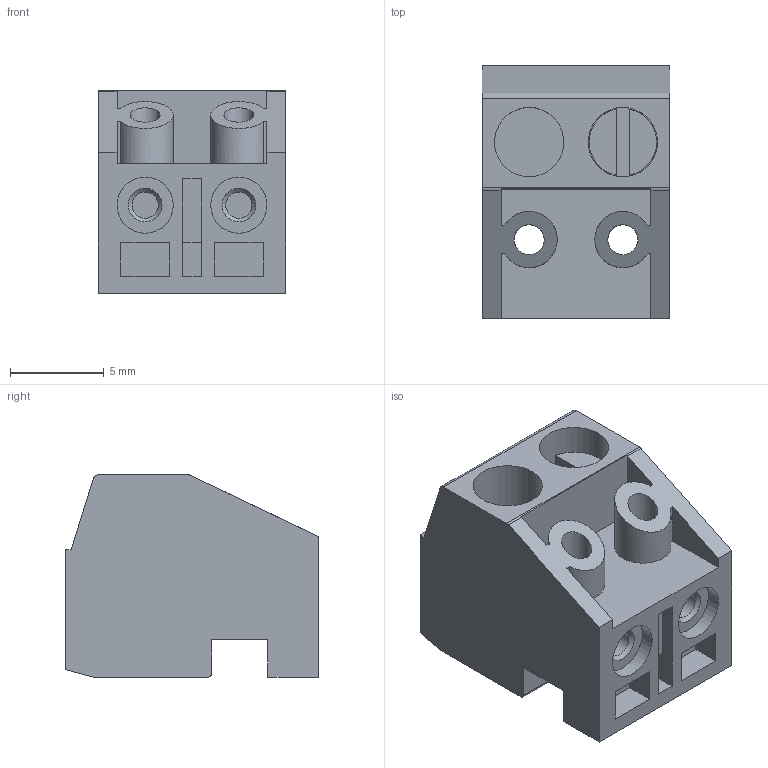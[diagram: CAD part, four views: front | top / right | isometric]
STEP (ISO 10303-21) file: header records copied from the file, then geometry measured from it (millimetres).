
FILE_DESCRIPTION(('STEP AP214'),'1');
FILE_NAME('SHS01-10-L.stp','2018-10-31T17:09:50',(' '),(' '),'Spatial InterOp 3D',' ',' ');
FILE_SCHEMA(('AUTOMOTIVE_DESIGN { 1 0 10303 214 1 1 1 1 }'));
Length unit declared in the file: metre
Products named in the file (1): 1
Bounding box: 10 x 13.5 x 10.8 mm (x, y, z)
Volume: 860.2 mm3; surface area: 1238.7 mm2
Topology: 1 solids, 1 shells, 126 faces, 316 edges, 207 vertices
Faces by surface type: plane 91, cylinder 29, cone 6
Full cylindrical faces by diameter (mm): 1.4 x2, 1.6 x2, 2.65 x1, 3 x2, 3.7 x2
Entity records: 4681 total; most frequent: CARTESIAN_POINT 668, DIRECTION 609, ORIENTED_EDGE 596, EDGE_CURVE 298, LINE 223, VECTOR 223, VERTEX_POINT 201, AXIS2_PLACEMENT_3D 193
